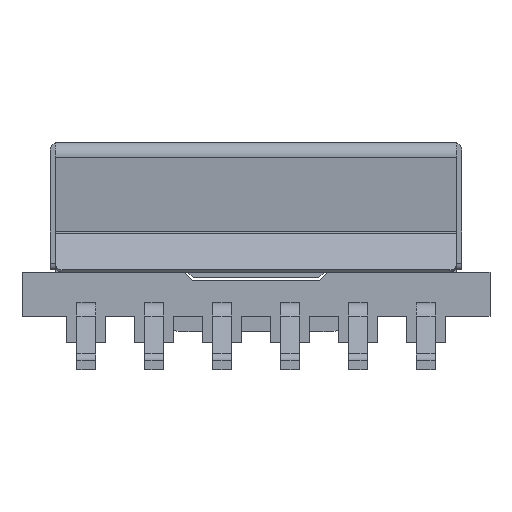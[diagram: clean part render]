
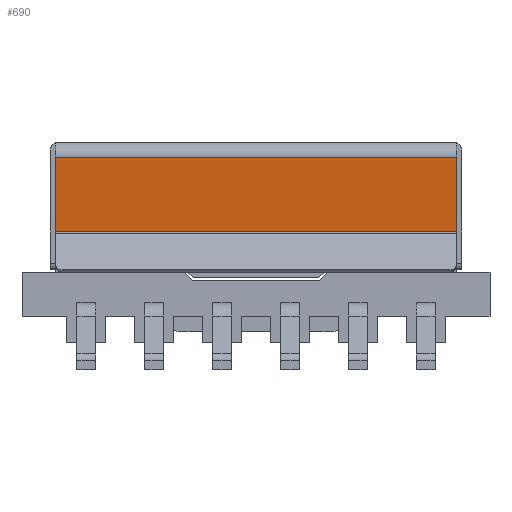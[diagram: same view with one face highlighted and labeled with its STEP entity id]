
A CAD part, front view. The second image highlights one B-rep face of the part: STEP entity #690.
In plain terms, the highlighted planar face has unit normal (0, -0.994, -0.106).
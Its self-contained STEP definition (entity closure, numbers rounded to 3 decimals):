
#690 = ADVANCED_FACE( '', ( #1682 ), #1683, .F. );
#1682 = FACE_OUTER_BOUND( '', #2994, .T. );
#1683 = PLANE( '', #2995 );
#2994 = EDGE_LOOP( '', ( #4985, #4986, #4987, #4988 ) );
#2995 = AXIS2_PLACEMENT_3D( '', #4989, #4990, #4991 );
#4985 = ORIENTED_EDGE( '', *, *, #8868, .T. );
#4986 = ORIENTED_EDGE( '', *, *, #8869, .F. );
#4987 = ORIENTED_EDGE( '', *, *, #8870, .F. );
#4988 = ORIENTED_EDGE( '', *, *, #8871, .T. );
#4989 = CARTESIAN_POINT( '', ( -7.5, -7.997, 1.972 ) );
#4990 = DIRECTION( '', ( 0., 0.994, 0.106 ) );
#4991 = DIRECTION( '', ( 0., -0.106, 0.994 ) );
#8868 = EDGE_CURVE( '', #10906, #10907, #10908, .T. );
#8869 = EDGE_CURVE( '', #10909, #10907, #10910, .T. );
#8870 = EDGE_CURVE( '', #10911, #10909, #10912, .T. );
#8871 = EDGE_CURVE( '', #10911, #10906, #10913, .T. );
#10906 = VERTEX_POINT( '', #13962 );
#10907 = VERTEX_POINT( '', #13963 );
#10908 = LINE( '', #13964, #13965 );
#10909 = VERTEX_POINT( '', #13966 );
#10910 = LINE( '', #13967, #13968 );
#10911 = VERTEX_POINT( '', #13969 );
#10912 = LINE( '', #13970, #13971 );
#10913 = LINE( '', #13972, #13973 );
#13962 = CARTESIAN_POINT( '', ( 7.5, -7.701, -0.818 ) );
#13963 = CARTESIAN_POINT( '', ( 7.5, -7.997, 1.972 ) );
#13964 = CARTESIAN_POINT( '', ( 7.5, -7.997, 1.972 ) );
#13965 = VECTOR( '', #16665, 1000. );
#13966 = CARTESIAN_POINT( '', ( -7.5, -7.997, 1.972 ) );
#13967 = CARTESIAN_POINT( '', ( -7.5, -7.997, 1.972 ) );
#13968 = VECTOR( '', #16666, 1000. );
#13969 = CARTESIAN_POINT( '', ( -7.5, -7.701, -0.818 ) );
#13970 = CARTESIAN_POINT( '', ( -7.5, -7.997, 1.972 ) );
#13971 = VECTOR( '', #16667, 1000. );
#13972 = CARTESIAN_POINT( '', ( -7.5, -7.701, -0.818 ) );
#13973 = VECTOR( '', #16668, 1000. );
#16665 = DIRECTION( '', ( 0., -0.106, 0.994 ) );
#16666 = DIRECTION( '', ( 1., 0., 0. ) );
#16667 = DIRECTION( '', ( 0., -0.106, 0.994 ) );
#16668 = DIRECTION( '', ( 1., 0., 0. ) );
